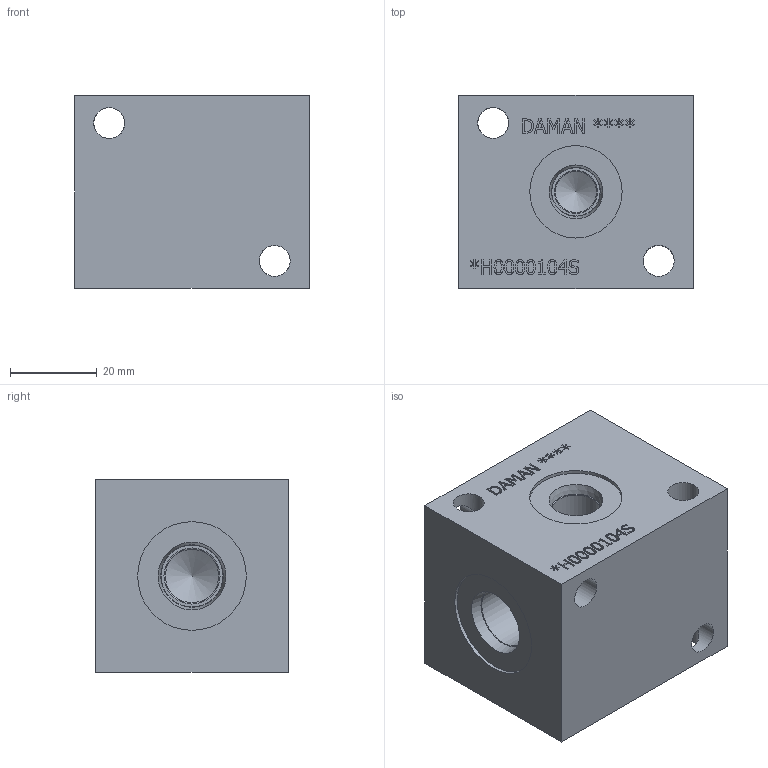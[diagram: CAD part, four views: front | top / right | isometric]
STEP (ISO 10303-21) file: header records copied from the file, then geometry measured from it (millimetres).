
FILE_DESCRIPTION(/* description */ (''),/* implementation_level */ '2;1');
FILE_NAME(/* name */ '_H0000104S.stp',/* time_stamp */ '2020-03-12T13:32:45-04:00',/* author */ ('devonn'),/* organization */ (''),/* preprocessor_version */ 'ST-DEVELOPER v17',/* originating_system */ 'Autodesk Inventor 2019',/* authorisation */ '');
FILE_SCHEMA (('AUTOMOTIVE_DESIGN { 1 0 10303 214 3 1 1 }'));
Length unit declared in the file: millimetre
Products named in the file (1): Part_AH0000104S_3D
Bounding box: 53.98 x 44.45 x 44.45 mm (x, y, z)
Volume: 91252.5 mm3; surface area: 19472.9 mm2
Topology: 1 solids, 1 shells, 340 faces, 924 edges, 616 vertices
Faces by surface type: plane 221, bspline 85, cylinder 22, cone 12
Full cylindrical faces by diameter (mm): 7.137 x8, 9.525 x1, 9.881 x1, 11.125 x1, 12.294 x2, 12.9 x1, 12.903 x1, 14.275 x2, 14.529 x2, 21.285 x1, 25.019 x2
Entity records: 11409 total; most frequent: CARTESIAN_POINT 2983, ORIENTED_EDGE 1842, DIRECTION 1340, EDGE_CURVE 921, LINE 674, VECTOR 674, VERTEX_POINT 616, EDGE_LOOP 385
